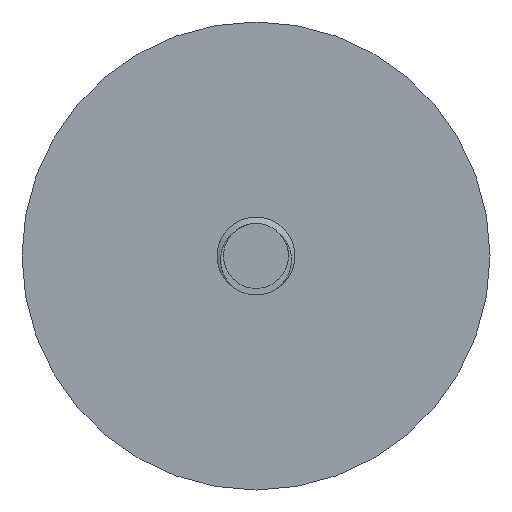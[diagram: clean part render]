
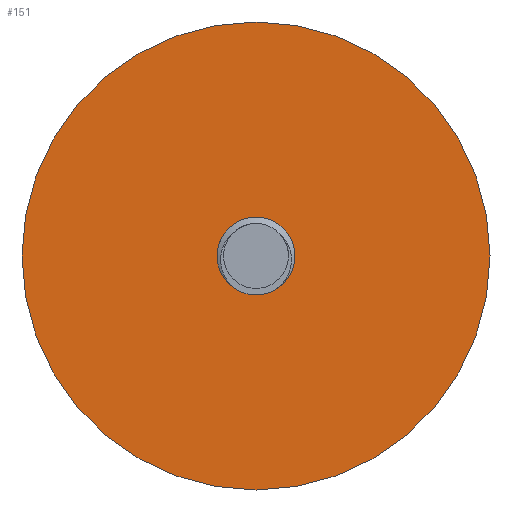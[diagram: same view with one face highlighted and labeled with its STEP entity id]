
A CAD part, left-side view. The second image highlights one B-rep face of the part: STEP entity #151.
In plain terms, the highlighted planar face has unit normal (-1, 0, 0).
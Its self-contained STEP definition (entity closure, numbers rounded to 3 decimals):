
#112=FACE_BOUND('',#193,.T.);
#151=ADVANCED_FACE('',(#171,#112),#159,.F.);
#159=PLANE('',#330);
#171=FACE_OUTER_BOUND('',#192,.T.);
#192=EDGE_LOOP('',(#242));
#193=EDGE_LOOP('',(#243));
#242=ORIENTED_EDGE('',*,*,#291,.F.);
#243=ORIENTED_EDGE('',*,*,#290,.T.);
#265=VERTEX_POINT('',#2586);
#266=VERTEX_POINT('',#2589);
#290=EDGE_CURVE('',#265,#265,#303,.T.);
#291=EDGE_CURVE('',#266,#266,#304,.T.);
#303=CIRCLE('',#327,3.);
#304=CIRCLE('',#329,18.);
#327=AXIS2_PLACEMENT_3D('',#2585,#379,#380);
#329=AXIS2_PLACEMENT_3D('',#2588,#383,#384);
#330=AXIS2_PLACEMENT_3D('',#2590,#385,#386);
#379=DIRECTION('',(1.,0.,0.));
#380=DIRECTION('',(0.,0.,-1.));
#383=DIRECTION('',(1.,0.,0.));
#384=DIRECTION('',(0.,0.,-1.));
#385=DIRECTION('',(1.,0.,0.));
#386=DIRECTION('',(0.,0.,-1.));
#2585=CARTESIAN_POINT('',(74.5,101.25,0.));
#2586=CARTESIAN_POINT('',(74.5,101.25,-3.));
#2588=CARTESIAN_POINT('',(74.5,101.25,0.));
#2589=CARTESIAN_POINT('',(74.5,101.25,-18.));
#2590=CARTESIAN_POINT('',(74.5,110.25,0.));
